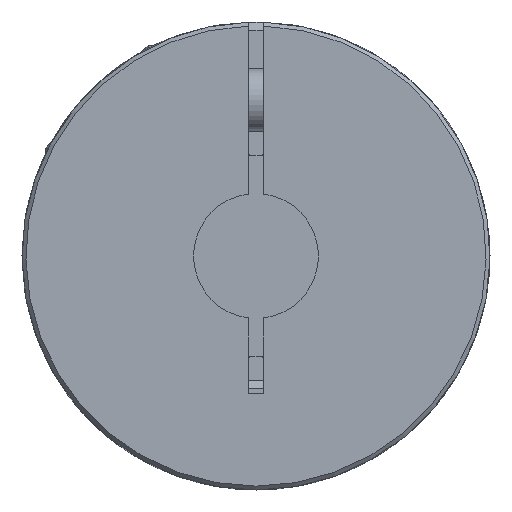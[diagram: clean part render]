
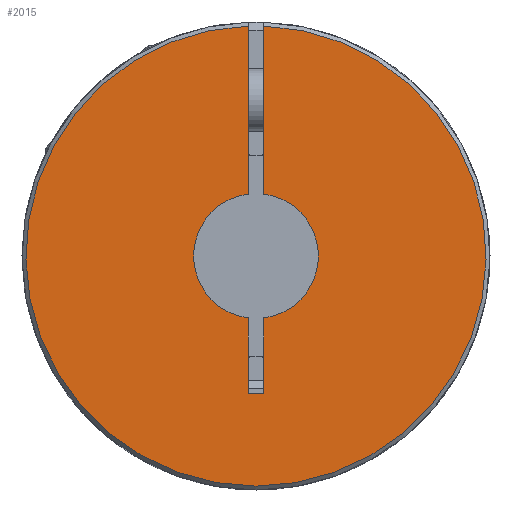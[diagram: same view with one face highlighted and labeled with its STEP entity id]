
A CAD part, left-side view. The second image highlights one B-rep face of the part: STEP entity #2015.
In plain terms, the highlighted planar face has unit normal (-1, 0, 0).
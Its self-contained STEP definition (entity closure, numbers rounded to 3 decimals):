
#105=PLANE('',#2249);
#190=LINE('',#3321,#322);
#191=LINE('',#3322,#323);
#192=LINE('',#3324,#324);
#193=LINE('',#3326,#325);
#194=LINE('',#3327,#326);
#322=VECTOR('',#2640,1000.);
#323=VECTOR('',#2641,1000.);
#324=VECTOR('',#2642,1000.);
#325=VECTOR('',#2643,1000.);
#326=VECTOR('',#2644,1000.);
#586=ORIENTED_EDGE('',*,*,#1106,.F.);
#587=ORIENTED_EDGE('',*,*,#1107,.T.);
#588=ORIENTED_EDGE('',*,*,#1102,.T.);
#589=ORIENTED_EDGE('',*,*,#1108,.T.);
#590=ORIENTED_EDGE('',*,*,#1109,.T.);
#591=ORIENTED_EDGE('',*,*,#1110,.T.);
#592=ORIENTED_EDGE('',*,*,#1100,.T.);
#593=ORIENTED_EDGE('',*,*,#1111,.T.);
#1100=EDGE_CURVE('',#1373,#1372,#1558,.T.);
#1102=EDGE_CURVE('',#1374,#1375,#1559,.T.);
#1106=EDGE_CURVE('',#1378,#1379,#1561,.T.);
#1107=EDGE_CURVE('',#1378,#1374,#190,.T.);
#1108=EDGE_CURVE('',#1375,#1380,#191,.T.);
#1109=EDGE_CURVE('',#1380,#1381,#192,.T.);
#1110=EDGE_CURVE('',#1381,#1373,#193,.T.);
#1111=EDGE_CURVE('',#1372,#1379,#194,.T.);
#1372=VERTEX_POINT('',#3304);
#1373=VERTEX_POINT('',#3306);
#1374=VERTEX_POINT('',#3310);
#1375=VERTEX_POINT('',#3311);
#1378=VERTEX_POINT('',#3319);
#1379=VERTEX_POINT('',#3320);
#1380=VERTEX_POINT('',#3323);
#1381=VERTEX_POINT('',#3325);
#1558=CIRCLE('',#2245,4.);
#1559=CIRCLE('',#2247,4.);
#1561=CIRCLE('',#2250,14.75);
#1666=EDGE_LOOP('',(#586,#587,#588,#589,#590,#591,#592,#593));
#1816=FACE_BOUND('',#1666,.T.);
#2015=ADVANCED_FACE('',(#1816),#105,.T.);
#2245=AXIS2_PLACEMENT_3D('',#3305,#2625,#2626);
#2247=AXIS2_PLACEMENT_3D('',#3309,#2630,#2631);
#2249=AXIS2_PLACEMENT_3D('',#3317,#2636,#2637);
#2250=AXIS2_PLACEMENT_3D('',#3318,#2638,#2639);
#2625=DIRECTION('',(1.,0.,0.));
#2626=DIRECTION('',(0.,0.,-1.));
#2630=DIRECTION('',(1.,0.,0.));
#2631=DIRECTION('',(0.,0.,-1.));
#2636=DIRECTION('',(-1.,0.,0.));
#2637=DIRECTION('',(0.,0.,1.));
#2638=DIRECTION('',(1.,0.,0.));
#2639=DIRECTION('',(0.,0.,-1.));
#2640=DIRECTION('',(0.,0.,-1.));
#2641=DIRECTION('',(0.,0.,-1.));
#2642=DIRECTION('',(0.,1.,0.));
#2643=DIRECTION('',(0.,0.,1.));
#2644=DIRECTION('',(0.,0.,1.));
#3304=CARTESIAN_POINT('',(0.,0.5,3.969));
#3305=CARTESIAN_POINT('',(0.,0.,0.));
#3306=CARTESIAN_POINT('',(0.,0.5,-3.969));
#3309=CARTESIAN_POINT('',(0.,0.,0.));
#3310=CARTESIAN_POINT('',(0.,-0.5,3.969));
#3311=CARTESIAN_POINT('',(0.,-0.5,-3.969));
#3317=CARTESIAN_POINT('',(0.,14.75,0.));
#3318=CARTESIAN_POINT('',(0.,0.,0.));
#3319=CARTESIAN_POINT('',(0.,-0.5,14.742));
#3320=CARTESIAN_POINT('',(0.,0.5,14.742));
#3321=CARTESIAN_POINT('',(0.,-0.5,15.));
#3322=CARTESIAN_POINT('',(0.,-0.5,15.));
#3323=CARTESIAN_POINT('',(0.,-0.5,-8.8));
#3324=CARTESIAN_POINT('',(0.,-0.5,-8.8));
#3325=CARTESIAN_POINT('',(0.,0.5,-8.8));
#3326=CARTESIAN_POINT('',(0.,0.5,-8.8));
#3327=CARTESIAN_POINT('',(0.,0.5,-8.8));
